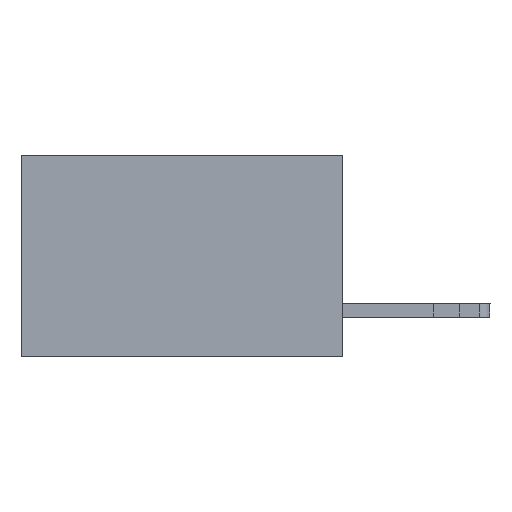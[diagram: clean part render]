
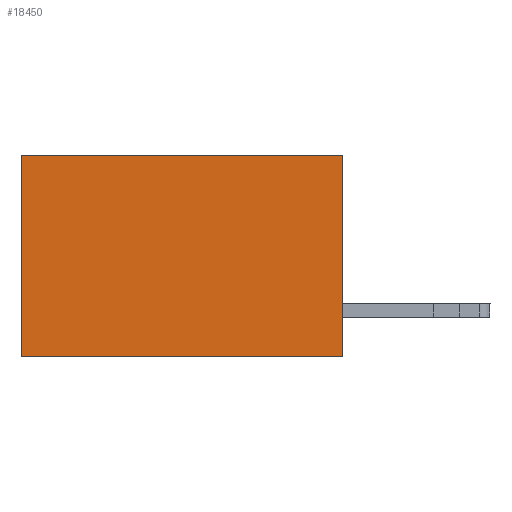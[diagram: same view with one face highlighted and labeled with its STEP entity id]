
A CAD part, left-side view. The second image highlights one B-rep face of the part: STEP entity #18450.
In plain terms, the highlighted planar face has unit normal (-1, 0, 0).
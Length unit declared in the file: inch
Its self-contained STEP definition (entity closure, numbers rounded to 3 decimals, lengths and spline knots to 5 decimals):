
#337 = CARTESIAN_POINT ( 'NONE',  ( 0.277, 0.59, -0.37 ) ) ;
#1515 = CARTESIAN_POINT ( 'NONE',  ( 0.277, 0., 0. ) ) ;
#1687 = VERTEX_POINT ( 'NONE', #6955 ) ;
#1759 = EDGE_LOOP ( 'NONE', ( #4216, #16933, #5216, #2674 ) ) ;
#2033 = VERTEX_POINT ( 'NONE', #1515 ) ;
#2445 = DIRECTION ( 'NONE',  ( 0., 0., -1. ) ) ;
#2674 = ORIENTED_EDGE ( 'NONE', *, *, #6290, .T. ) ;
#4216 = ORIENTED_EDGE ( 'NONE', *, *, #17409, .T. ) ;
#5216 = ORIENTED_EDGE ( 'NONE', *, *, #16015, .F. ) ;
#5267 = VECTOR ( 'NONE', #16776, 39.37008 ) ;
#6290 = EDGE_CURVE ( 'NONE', #2033, #22149, #6453, .T. ) ;
#6453 = LINE ( 'NONE', #9683, #12030 ) ;
#6955 = CARTESIAN_POINT ( 'NONE',  ( 0.277, 0.59, -0.37 ) ) ;
#8086 = CARTESIAN_POINT ( 'NONE',  ( 0.277, 0., -0.37 ) ) ;
#9037 = VERTEX_POINT ( 'NONE', #10504 ) ;
#9586 = DIRECTION ( 'NONE',  ( 0., 1., 0. ) ) ;
#9683 = CARTESIAN_POINT ( 'NONE',  ( 0.277, 0., 0. ) ) ;
#10220 = DIRECTION ( 'NONE',  ( 1., 0., 0. ) ) ;
#10504 = CARTESIAN_POINT ( 'NONE',  ( 0.277, 0., -0.37 ) ) ;
#10626 = CARTESIAN_POINT ( 'NONE',  ( 0.277, 0., -0.37 ) ) ;
#12030 = VECTOR ( 'NONE', #9586, 39.37008 ) ;
#12119 = VECTOR ( 'NONE', #2445, 39.37008 ) ;
#14682 = CARTESIAN_POINT ( 'NONE',  ( 0.277, 0., -0.37 ) ) ;
#16015 = EDGE_CURVE ( 'NONE', #2033, #9037, #16405, .T. ) ;
#16405 = LINE ( 'NONE', #10626, #21073 ) ;
#16409 = LINE ( 'NONE', #14682, #5267 ) ;
#16631 = EDGE_CURVE ( 'NONE', #9037, #1687, #16409, .T. ) ;
#16776 = DIRECTION ( 'NONE',  ( 0., 1., 0. ) ) ;
#16933 = ORIENTED_EDGE ( 'NONE', *, *, #16631, .F. ) ;
#17409 = EDGE_CURVE ( 'NONE', #22149, #1687, #23295, .T. ) ;
#18450 = ADVANCED_FACE ( 'NONE', ( #25259 ), #20644, .F. ) ;
#19007 = DIRECTION ( 'NONE',  ( 0., 0., -1. ) ) ;
#19389 = AXIS2_PLACEMENT_3D ( 'NONE', #8086, #10220, #24864 ) ;
#20644 = PLANE ( 'NONE',  #19389 ) ;
#21073 = VECTOR ( 'NONE', #19007, 39.37008 ) ;
#22149 = VERTEX_POINT ( 'NONE', #24292 ) ;
#23295 = LINE ( 'NONE', #337, #12119 ) ;
#24292 = CARTESIAN_POINT ( 'NONE',  ( 0.277, 0.59, 0. ) ) ;
#24864 = DIRECTION ( 'NONE',  ( 0., 0., -1. ) ) ;
#25259 = FACE_OUTER_BOUND ( 'NONE', #1759, .T. ) ;
